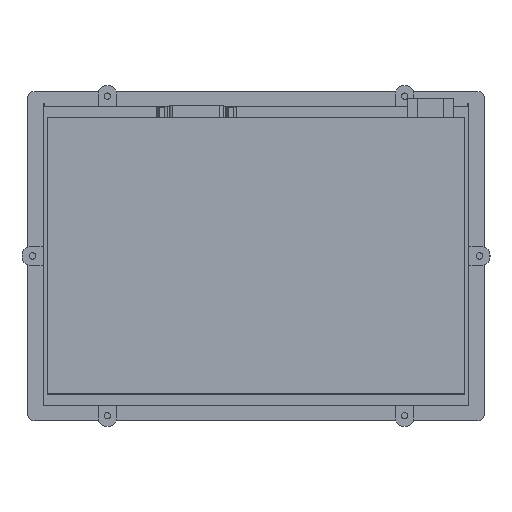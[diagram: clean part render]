
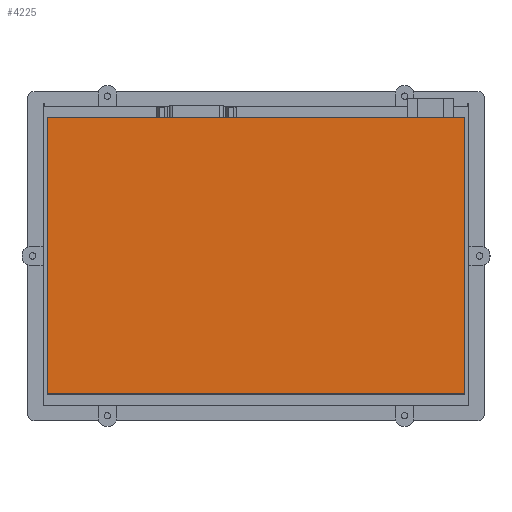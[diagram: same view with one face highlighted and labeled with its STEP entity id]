
A CAD part, top view. The second image highlights one B-rep face of the part: STEP entity #4225.
In plain terms, the highlighted planar face has unit normal (0, 0, 1).
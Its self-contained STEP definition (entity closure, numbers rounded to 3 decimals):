
#4198=AXIS2_PLACEMENT_3D('Plane Axis2P3D',#4195,#4196,#4197) ;
#3601=CARTESIAN_POINT('Line Origine',(107.5,142.5,53.5)) ;
#3605=CARTESIAN_POINT('Vertex',(205.75,142.5,53.5)) ;
#3607=CARTESIAN_POINT('Vertex',(9.25,142.5,53.5)) ;
#4195=CARTESIAN_POINT('Axis2P3D Location',(-38.93,-8.949,53.5)) ;
#4200=CARTESIAN_POINT('Line Origine',(9.25,77.5,53.5)) ;
#4204=CARTESIAN_POINT('Vertex',(9.25,12.5,53.5)) ;
#4207=CARTESIAN_POINT('Line Origine',(107.5,12.5,53.5)) ;
#4211=CARTESIAN_POINT('Vertex',(205.75,12.5,53.5)) ;
#4214=CARTESIAN_POINT('Line Origine',(205.75,77.5,53.5)) ;
#3602=DIRECTION('Vector Direction',(1.,0.,0.)) ;
#4196=DIRECTION('Axis2P3D Direction',(0.,0.,1.)) ;
#4197=DIRECTION('Axis2P3D XDirection',(1.,0.,0.)) ;
#4201=DIRECTION('Vector Direction',(0.,-1.,0.)) ;
#4208=DIRECTION('Vector Direction',(-1.,0.,0.)) ;
#4215=DIRECTION('Vector Direction',(0.,1.,0.)) ;
#3603=VECTOR('Line Direction',#3602,1.) ;
#4202=VECTOR('Line Direction',#4201,1.) ;
#4209=VECTOR('Line Direction',#4208,1.) ;
#4216=VECTOR('Line Direction',#4215,1.) ;
#4220=ORIENTED_EDGE('',*,*,#4206,.T.) ;
#4221=ORIENTED_EDGE('',*,*,#4213,.T.) ;
#4222=ORIENTED_EDGE('',*,*,#4218,.T.) ;
#4223=ORIENTED_EDGE('',*,*,#3609,.T.) ;
#4225=ADVANCED_FACE('Housing_2',(#4224),#4199,.T.) ;
#3609=EDGE_CURVE('',#3606,#3608,#3604,.F.) ;
#4206=EDGE_CURVE('',#3608,#4205,#4203,.T.) ;
#4213=EDGE_CURVE('',#4205,#4212,#4210,.F.) ;
#4218=EDGE_CURVE('',#4212,#3606,#4217,.T.) ;
#4219=EDGE_LOOP('',(#4220,#4221,#4222,#4223)) ;
#4224=FACE_OUTER_BOUND('',#4219,.T.) ;
#3604=LINE('Line',#3601,#3603) ;
#4203=LINE('Line',#4200,#4202) ;
#4210=LINE('Line',#4207,#4209) ;
#4217=LINE('Line',#4214,#4216) ;
#4199=PLANE('',#4198) ;
#3606=VERTEX_POINT('',#3605) ;
#3608=VERTEX_POINT('',#3607) ;
#4205=VERTEX_POINT('',#4204) ;
#4212=VERTEX_POINT('',#4211) ;
